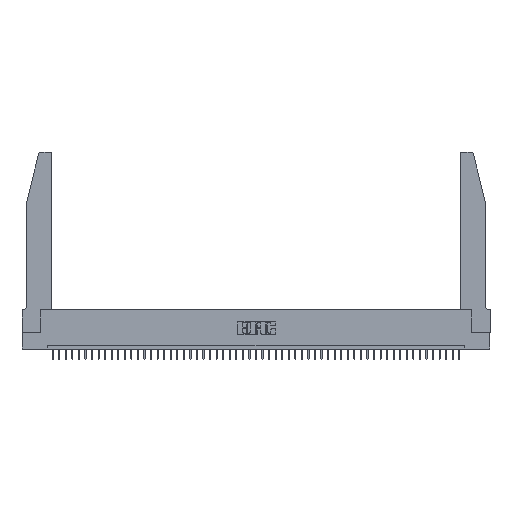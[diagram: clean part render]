
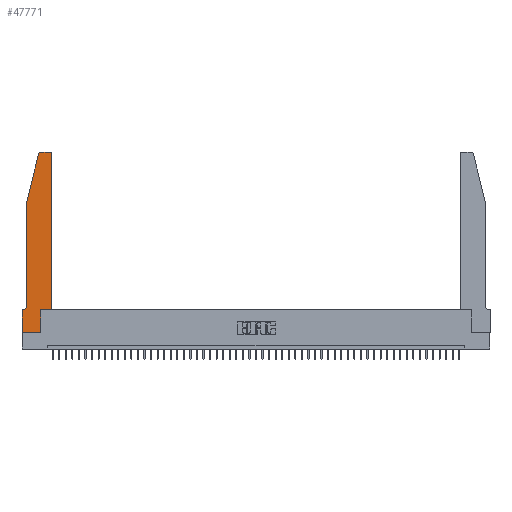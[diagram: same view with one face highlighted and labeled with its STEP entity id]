
A CAD part, top view. The second image highlights one B-rep face of the part: STEP entity #47771.
In plain terms, the highlighted planar face has unit normal (0, 0, 1).
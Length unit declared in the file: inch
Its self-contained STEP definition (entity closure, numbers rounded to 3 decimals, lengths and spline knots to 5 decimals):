
#87 = EDGE_CURVE ( 'NONE', #17250, #1660, #27589, .T. ) ;
#1051 = CARTESIAN_POINT ( 'NONE',  ( 0.4505, 2.72, 0.37 ) ) ;
#1206 = CARTESIAN_POINT ( 'NONE',  ( 0., 0., 0.37 ) ) ;
#1518 = DIRECTION ( 'NONE',  ( -1., 0., 0. ) ) ;
#1660 = VERTEX_POINT ( 'NONE', #36651 ) ;
#1783 = VERTEX_POINT ( 'NONE', #3403 ) ;
#2223 = DIRECTION ( 'NONE',  ( 0., 1., 0. ) ) ;
#2674 = DIRECTION ( 'NONE',  ( 0., 0., 1. ) ) ;
#3259 = CARTESIAN_POINT ( 'NONE',  ( 0., 0.35, 0.37 ) ) ;
#3286 = VECTOR ( 'NONE', #16940, 39.37008 ) ;
#3403 = CARTESIAN_POINT ( 'NONE',  ( 0.25487, 2.72718, 0.37 ) ) ;
#3854 = VERTEX_POINT ( 'NONE', #26627 ) ;
#3935 = VECTOR ( 'NONE', #37964, 39.37008 ) ;
#4123 = VECTOR ( 'NONE', #26818, 39.37008 ) ;
#5574 = VERTEX_POINT ( 'NONE', #21330 ) ;
#6413 = EDGE_CURVE ( 'NONE', #1783, #27825, #36776, .T. ) ;
#6615 = ORIENTED_EDGE ( 'NONE', *, *, #7575, .T. ) ;
#7043 = ORIENTED_EDGE ( 'NONE', *, *, #24060, .T. ) ;
#7207 = CARTESIAN_POINT ( 'NONE',  ( 0., 0., 0.37 ) ) ;
#7443 = DIRECTION ( 'NONE',  ( -0.239, -0.971, 0. ) ) ;
#7575 = EDGE_CURVE ( 'NONE', #42266, #5574, #32449, .T. ) ;
#7669 = CARTESIAN_POINT ( 'NONE',  ( 0., 0.35, 0.37 ) ) ;
#7692 = ORIENTED_EDGE ( 'NONE', *, *, #11814, .T. ) ;
#7888 = CARTESIAN_POINT ( 'NONE',  ( 0.284, 2.72, 0.37 ) ) ;
#8159 = VERTEX_POINT ( 'NONE', #39859 ) ;
#8839 = ORIENTED_EDGE ( 'NONE', *, *, #14544, .T. ) ;
#9367 = CARTESIAN_POINT ( 'NONE',  ( 0.0055, 0.42, 0.37 ) ) ;
#9527 = CARTESIAN_POINT ( 'NONE',  ( 0.2865, 0., 0.37 ) ) ;
#9908 = CARTESIAN_POINT ( 'NONE',  ( 0.4505, 0.35, 0.37 ) ) ;
#10366 = ORIENTED_EDGE ( 'NONE', *, *, #13671, .T. ) ;
#11291 = LINE ( 'NONE', #9908, #39323 ) ;
#11294 = ORIENTED_EDGE ( 'NONE', *, *, #87, .T. ) ;
#11510 = ORIENTED_EDGE ( 'NONE', *, *, #45591, .T. ) ;
#11682 = LINE ( 'NONE', #15284, #3935 ) ;
#11814 = EDGE_CURVE ( 'NONE', #38473, #20483, #27091, .T. ) ;
#12661 = DIRECTION ( 'NONE',  ( 1., 0., 0. ) ) ;
#12767 = AXIS2_PLACEMENT_3D ( 'NONE', #9367, #24421, #1518 ) ;
#13227 = VECTOR ( 'NONE', #20820, 39.37008 ) ;
#13294 = VERTEX_POINT ( 'NONE', #9527 ) ;
#13671 = EDGE_CURVE ( 'NONE', #8159, #28658, #47875, .T. ) ;
#13708 = ORIENTED_EDGE ( 'NONE', *, *, #6413, .T. ) ;
#14544 = EDGE_CURVE ( 'NONE', #28658, #17250, #11291, .T. ) ;
#15284 = CARTESIAN_POINT ( 'NONE',  ( 0.0755, 2., 0.37 ) ) ;
#16940 = DIRECTION ( 'NONE',  ( 0., 1., 0. ) ) ;
#16949 = VECTOR ( 'NONE', #35787, 39.37008 ) ;
#16960 = CARTESIAN_POINT ( 'NONE',  ( 0.4505, 0.35, 0.37 ) ) ;
#17250 = VERTEX_POINT ( 'NONE', #1051 ) ;
#17689 = CARTESIAN_POINT ( 'NONE',  ( 0.2605, 2.75, 0.37 ) ) ;
#17776 = ORIENTED_EDGE ( 'NONE', *, *, #44217, .T. ) ;
#18030 = CARTESIAN_POINT ( 'NONE',  ( 0.0755, 2., 0.37 ) ) ;
#19248 = ORIENTED_EDGE ( 'NONE', *, *, #19654, .T. ) ;
#19316 = AXIS2_PLACEMENT_3D ( 'NONE', #20221, #42931, #35238 ) ;
#19654 = EDGE_CURVE ( 'NONE', #20483, #13294, #28134, .T. ) ;
#20221 = CARTESIAN_POINT ( 'NONE',  ( 0.4205, 2.72, 0.37 ) ) ;
#20483 = VERTEX_POINT ( 'NONE', #7207 ) ;
#20732 = CIRCLE ( 'NONE', #24858, 0.03 ) ;
#20820 = DIRECTION ( 'NONE',  ( 1., 0., 0. ) ) ;
#21330 = CARTESIAN_POINT ( 'NONE',  ( 0.0055, 0.35, 0.37 ) ) ;
#22986 = LINE ( 'NONE', #24840, #3286 ) ;
#23292 = LINE ( 'NONE', #17689, #4123 ) ;
#24047 = DIRECTION ( 'NONE',  ( 1., 0., 0. ) ) ;
#24060 = EDGE_CURVE ( 'NONE', #3854, #1783, #20732, .T. ) ;
#24421 = DIRECTION ( 'NONE',  ( 0., 0., -1. ) ) ;
#24840 = CARTESIAN_POINT ( 'NONE',  ( 0.2865, 0.35, 0.37 ) ) ;
#24858 = AXIS2_PLACEMENT_3D ( 'NONE', #7888, #39027, #12661 ) ;
#26627 = CARTESIAN_POINT ( 'NONE',  ( 0.284, 2.75, 0.37 ) ) ;
#26818 = DIRECTION ( 'NONE',  ( -1., 0., 0. ) ) ;
#27091 = LINE ( 'NONE', #1206, #16949 ) ;
#27192 = ORIENTED_EDGE ( 'NONE', *, *, #35466, .T. ) ;
#27589 = CIRCLE ( 'NONE', #19316, 0.03 ) ;
#27825 = VERTEX_POINT ( 'NONE', #43489 ) ;
#28134 = LINE ( 'NONE', #32060, #35318 ) ;
#28658 = VERTEX_POINT ( 'NONE', #45457 ) ;
#30513 = DIRECTION ( 'NONE',  ( 1., 0., 0. ) ) ;
#32060 = CARTESIAN_POINT ( 'NONE',  ( 0., 0., 0.37 ) ) ;
#32449 = CIRCLE ( 'NONE', #12767, 0.07 ) ;
#34167 = LINE ( 'NONE', #43586, #44326 ) ;
#35238 = DIRECTION ( 'NONE',  ( 1., 0., 0. ) ) ;
#35318 = VECTOR ( 'NONE', #24047, 39.37008 ) ;
#35466 = EDGE_CURVE ( 'NONE', #1660, #3854, #23292, .T. ) ;
#35717 = EDGE_LOOP ( 'NONE', ( #27192, #7043, #13708, #45043, #6615, #11510, #7692, #19248, #17776, #10366, #8839, #11294 ) ) ;
#35787 = DIRECTION ( 'NONE',  ( 0., -1., 0. ) ) ;
#36651 = CARTESIAN_POINT ( 'NONE',  ( 0.4205, 2.75, 0.37 ) ) ;
#36776 = LINE ( 'NONE', #18030, #49309 ) ;
#37964 = DIRECTION ( 'NONE',  ( 0., -1., 0. ) ) ;
#38473 = VERTEX_POINT ( 'NONE', #3259 ) ;
#38619 = EDGE_CURVE ( 'NONE', #27825, #42266, #11682, .T. ) ;
#39027 = DIRECTION ( 'NONE',  ( 0., 0., 1. ) ) ;
#39323 = VECTOR ( 'NONE', #2223, 39.37008 ) ;
#39859 = CARTESIAN_POINT ( 'NONE',  ( 0.2865, 0.35, 0.37 ) ) ;
#39891 = DIRECTION ( 'NONE',  ( -1., 0., 0. ) ) ;
#41962 = AXIS2_PLACEMENT_3D ( 'NONE', #7669, #2674, #30513 ) ;
#42266 = VERTEX_POINT ( 'NONE', #42331 ) ;
#42331 = CARTESIAN_POINT ( 'NONE',  ( 0.0755, 0.42, 0.37 ) ) ;
#42931 = DIRECTION ( 'NONE',  ( 0., 0., 1. ) ) ;
#43489 = CARTESIAN_POINT ( 'NONE',  ( 0.0755, 2., 0.37 ) ) ;
#43586 = CARTESIAN_POINT ( 'NONE',  ( 0.0755, 0.35, 0.37 ) ) ;
#44217 = EDGE_CURVE ( 'NONE', #13294, #8159, #22986, .T. ) ;
#44326 = VECTOR ( 'NONE', #39891, 39.37008 ) ;
#45043 = ORIENTED_EDGE ( 'NONE', *, *, #38619, .T. ) ;
#45457 = CARTESIAN_POINT ( 'NONE',  ( 0.4505, 0.35, 0.37 ) ) ;
#45591 = EDGE_CURVE ( 'NONE', #5574, #38473, #34167, .T. ) ;
#47771 = ADVANCED_FACE ( 'NONE', ( #48283 ), #47895, .T. ) ;
#47875 = LINE ( 'NONE', #16960, #13227 ) ;
#47895 = PLANE ( 'NONE',  #41962 ) ;
#48283 = FACE_OUTER_BOUND ( 'NONE', #35717, .T. ) ;
#49309 = VECTOR ( 'NONE', #7443, 39.37008 ) ;
